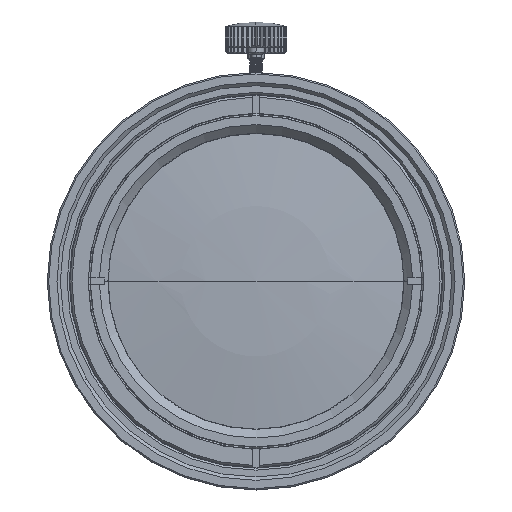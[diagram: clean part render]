
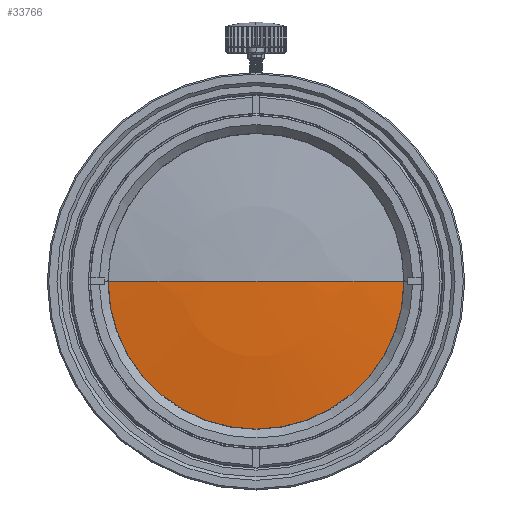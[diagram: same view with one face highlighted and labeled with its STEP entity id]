
A CAD part, left-side view. The second image highlights one B-rep face of the part: STEP entity #33766.
In plain terms, the highlighted spherical face has radius 172.518 mm.
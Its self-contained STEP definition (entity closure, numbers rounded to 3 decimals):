
#33766 = ADVANCED_FACE('',(#33767),#33796,.T.);
#33767 = FACE_BOUND('',#33768,.T.);
#33768 = EDGE_LOOP('',(#33769,#33780,#33789));
#33769 = ORIENTED_EDGE('',*,*,#33770,.T.);
#33770 = EDGE_CURVE('',#33771,#33773,#33775,.T.);
#33771 = VERTEX_POINT('',#33772);
#33772 = CARTESIAN_POINT('',(-63.418,0.,0.));
#33773 = VERTEX_POINT('',#33774);
#33774 = CARTESIAN_POINT('',(-62.023,21.9,0.));
#33775 = CIRCLE('',#33776,172.518);
#33776 = AXIS2_PLACEMENT_3D('',#33777,#33778,#33779);
#33777 = CARTESIAN_POINT('',(109.099,0.,0.));
#33778 = DIRECTION('',(0.,0.,-1.));
#33779 = DIRECTION('',(-1.,0.,0.));
#33780 = ORIENTED_EDGE('',*,*,#33781,.T.);
#33781 = EDGE_CURVE('',#33773,#33782,#33784,.T.);
#33782 = VERTEX_POINT('',#33783);
#33783 = CARTESIAN_POINT('',(-62.023,-21.9,0.));
#33784 = CIRCLE('',#33785,21.9);
#33785 = AXIS2_PLACEMENT_3D('',#33786,#33787,#33788);
#33786 = CARTESIAN_POINT('',(-62.023,0.,0.));
#33787 = DIRECTION('',(-1.,0.,0.));
#33788 = DIRECTION('',(0.,1.,0.));
#33789 = ORIENTED_EDGE('',*,*,#33790,.T.);
#33790 = EDGE_CURVE('',#33782,#33771,#33791,.T.);
#33791 = CIRCLE('',#33792,172.518);
#33792 = AXIS2_PLACEMENT_3D('',#33793,#33794,#33795);
#33793 = CARTESIAN_POINT('',(109.099,0.,0.));
#33794 = DIRECTION('',(0.,0.,-1.));
#33795 = DIRECTION('',(-0.992,-0.127,-0.));
#33796 = SPHERICAL_SURFACE('',#33797,172.518);
#33797 = AXIS2_PLACEMENT_3D('',#33798,#33799,#33800);
#33798 = CARTESIAN_POINT('',(109.099,0.,0.));
#33799 = DIRECTION('',(1.,0.,0.));
#33800 = DIRECTION('',(0.,-1.,0.));
